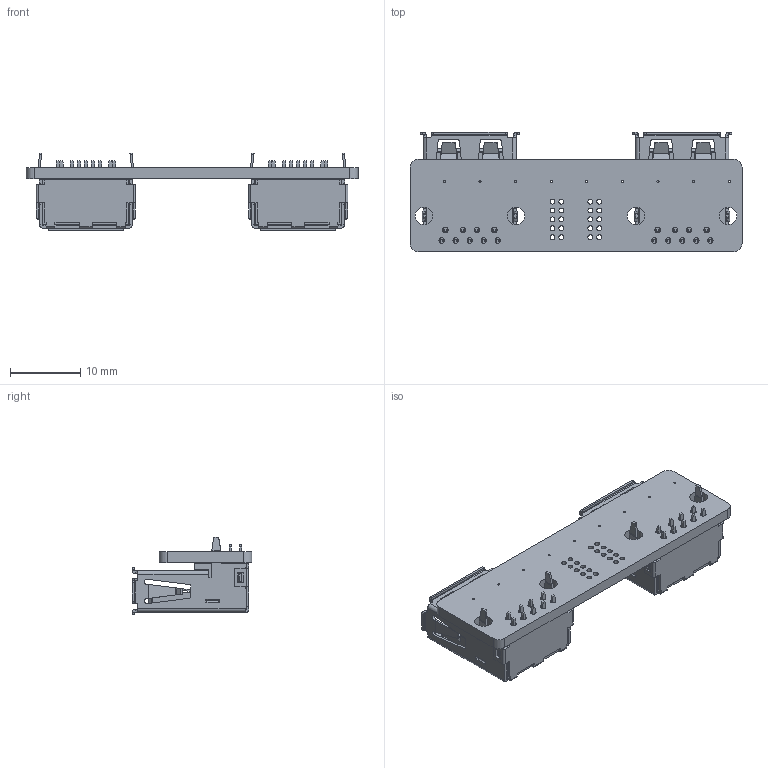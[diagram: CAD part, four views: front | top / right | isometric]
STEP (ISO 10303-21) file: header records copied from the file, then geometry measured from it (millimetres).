
FILE_DESCRIPTION(/* description */ (''),/* implementation_level */ '2;1');
FILE_NAME(/* name */ '05-底座-Hub2.step',/* time_stamp */ '2022-09-07T10:15:16+08:00',/* author */ (''),/* organization */ (''),/* preprocessor_version */ 'ST-DEVELOPER v19',/* originating_system */ 'Autodesk Translation Framework v11.7.0.108',/* authorisation */ '');
FILE_SCHEMA (('AUTOMOTIVE_DESIGN { 1 0 10303 214 3 1 1 }'));
Length unit declared in the file: millimetre
Products named in the file (7): 05-底座-Hub2; COMPOUND (14); U7 (1); USB3.0-A-TH_U-A-39DD-Y; U1 (4); USB3.0-A-TH_U-A-39DD-Y_1; COMPOUND (1) (4)
Assembly tree (7 placements, depth 5):
  05-底座-Hub2
    COMPOUND (14)
      U7 (1)
        USB3.0-A-TH_U-A-39DD-Y
          COMPOUND (1) (4)
      U1 (4)
        USB3.0-A-TH_U-A-39DD-Y_1
          COMPOUND (1) (4)
Bounding box: 47.39 x 17.06 x 11.12 mm (x, y, z)
Volume: 2779.4 mm3; surface area: 5758.2 mm2
Topology: 15 solids, 15 shells, 1549 faces, 4315 edges, 2850 vertices
Faces by surface type: plane 1018, cylinder 335, bspline 196
Full cylindrical faces by diameter (mm): 0.304 x9, 0.701 x20, 0.8 x18, 2.5 x4
Entity records: 27541 total; most frequent: CARTESIAN_POINT 5603, ORIENTED_EDGE 4504, DIRECTION 4048, EDGE_CURVE 2252, LINE 1678, VECTOR 1678, VERTEX_POINT 1488, AXIS2_PLACEMENT_3D 1185
